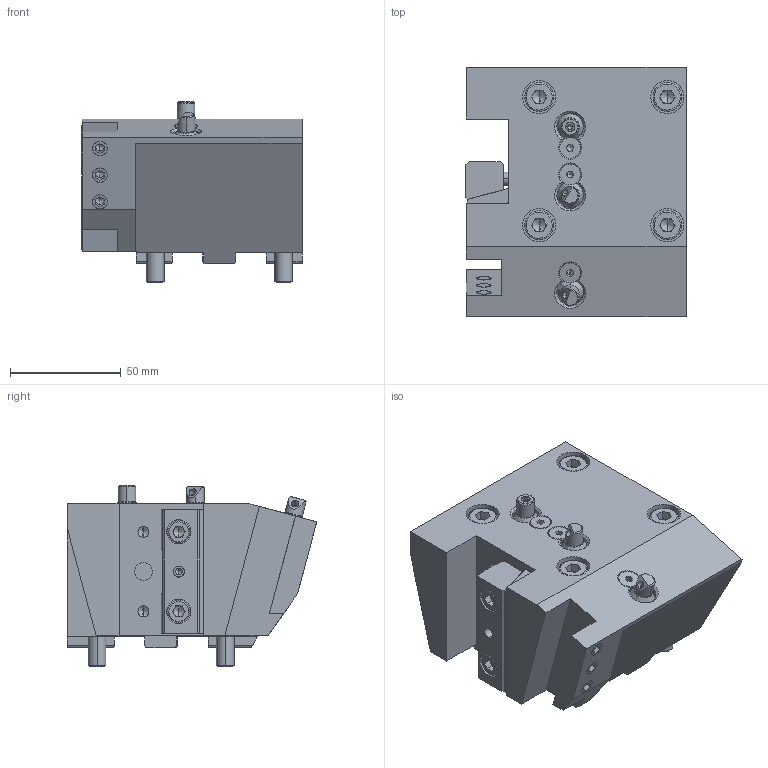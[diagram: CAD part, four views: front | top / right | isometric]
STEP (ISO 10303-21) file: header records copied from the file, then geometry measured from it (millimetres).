
FILE_DESCRIPTION (( 'STEP AP203' ), '1' );
FILE_NAME ('04-0986.STEP', '2023-06-22T15:48:15', ( '' ), ( '' ), 'SwSTEP 2.0', 'SolidWorks 2022', '' );
FILE_SCHEMA (( 'CONFIG_CONTROL_DESIGN' ));
Length unit declared in the file: inch
Products named in the file (1): 04-0986
Bounding box: 99.68 x 112.91 x 82 mm (x, y, z)
Surface area: 81997.3 mm2 (no closed solid volume)
Topology: 0 solids, 33 shells, 622 faces, 1551 edges, 941 vertices
Faces by surface type: plane 317, cylinder 145, cone 132, bspline 28
Entity records: 19607 total; most frequent: CARTESIAN_POINT 5061, DIRECTION 3081, ORIENTED_EDGE 2894, EDGE_CURVE 1492, AXIS2_PLACEMENT_3D 1119, VERTEX_POINT 941, LINE 843, VECTOR 843
